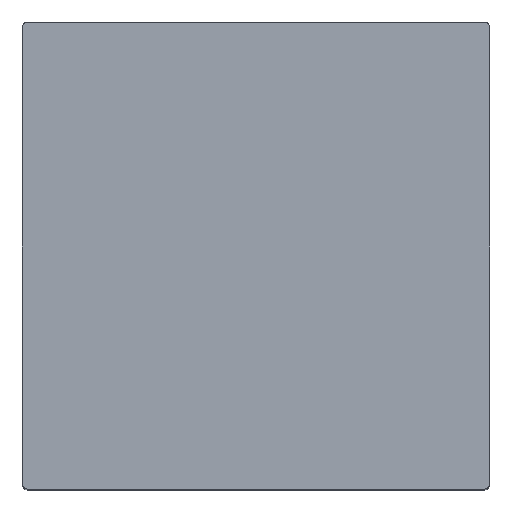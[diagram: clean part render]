
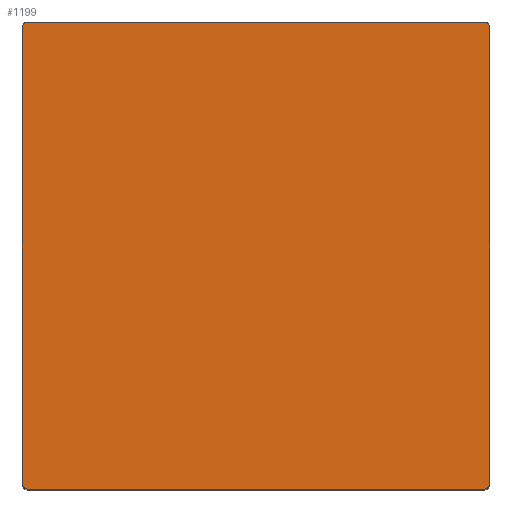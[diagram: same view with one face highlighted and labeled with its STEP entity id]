
A CAD part, top view. The second image highlights one B-rep face of the part: STEP entity #1199.
In plain terms, the highlighted planar face has unit normal (0, 0, 1).
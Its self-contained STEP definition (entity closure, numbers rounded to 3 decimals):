
#77=FACE_OUTER_BOUND('',#147,.T.);
#147=EDGE_LOOP('',(#806,#807,#808,#809,#810,#811,#812,#813));
#221=CIRCLE('',#1298,0.05);
#222=CIRCLE('',#1299,0.05);
#223=CIRCLE('',#1300,0.05);
#224=CIRCLE('',#1301,0.05);
#246=LINE('',#1722,#380);
#247=LINE('',#1726,#381);
#248=LINE('',#1730,#382);
#249=LINE('',#1734,#383);
#380=VECTOR('',#1398,10.);
#381=VECTOR('',#1401,10.);
#382=VECTOR('',#1404,10.);
#383=VECTOR('',#1407,10.);
#514=VERTEX_POINT('',#1720);
#515=VERTEX_POINT('',#1721);
#516=VERTEX_POINT('',#1723);
#517=VERTEX_POINT('',#1725);
#518=VERTEX_POINT('',#1727);
#519=VERTEX_POINT('',#1729);
#520=VERTEX_POINT('',#1731);
#521=VERTEX_POINT('',#1733);
#630=EDGE_CURVE('',#514,#515,#246,.T.);
#631=EDGE_CURVE('',#516,#514,#221,.T.);
#632=EDGE_CURVE('',#517,#516,#247,.T.);
#633=EDGE_CURVE('',#518,#517,#222,.T.);
#634=EDGE_CURVE('',#519,#518,#248,.T.);
#635=EDGE_CURVE('',#520,#519,#223,.T.);
#636=EDGE_CURVE('',#521,#520,#249,.T.);
#637=EDGE_CURVE('',#515,#521,#224,.T.);
#806=ORIENTED_EDGE('',*,*,#630,.F.);
#807=ORIENTED_EDGE('',*,*,#631,.F.);
#808=ORIENTED_EDGE('',*,*,#632,.F.);
#809=ORIENTED_EDGE('',*,*,#633,.F.);
#810=ORIENTED_EDGE('',*,*,#634,.F.);
#811=ORIENTED_EDGE('',*,*,#635,.F.);
#812=ORIENTED_EDGE('',*,*,#636,.F.);
#813=ORIENTED_EDGE('',*,*,#637,.F.);
#1150=PLANE('',#1297);
#1199=ADVANCED_FACE('',(#77),#1150,.F.);
#1297=AXIS2_PLACEMENT_3D('',#1719,#1396,#1397);
#1298=AXIS2_PLACEMENT_3D('',#1724,#1399,#1400);
#1299=AXIS2_PLACEMENT_3D('',#1728,#1402,#1403);
#1300=AXIS2_PLACEMENT_3D('',#1732,#1405,#1406);
#1301=AXIS2_PLACEMENT_3D('',#1735,#1408,#1409);
#1396=DIRECTION('center_axis',(0.,0.,-1.));
#1397=DIRECTION('ref_axis',(-1.,0.,0.));
#1398=DIRECTION('',(0.,1.,0.));
#1399=DIRECTION('center_axis',(0.,0.,-1.));
#1400=DIRECTION('ref_axis',(0.,-1.,0.));
#1401=DIRECTION('',(-1.,0.,0.));
#1402=DIRECTION('center_axis',(0.,0.,-1.));
#1403=DIRECTION('ref_axis',(0.,-1.,0.));
#1404=DIRECTION('',(0.,-1.,0.));
#1405=DIRECTION('center_axis',(0.,0.,-1.));
#1406=DIRECTION('ref_axis',(1.,0.,0.));
#1407=DIRECTION('',(1.,0.,0.));
#1408=DIRECTION('center_axis',(0.,0.,-1.));
#1409=DIRECTION('ref_axis',(0.,1.,0.));
#1719=CARTESIAN_POINT('Origin',(33.15,6.3,9.523));
#1720=CARTESIAN_POINT('',(37.5,-2.45,9.523));
#1721=CARTESIAN_POINT('',(37.5,2.45,9.523));
#1722=CARTESIAN_POINT('',(37.5,4.4,9.523));
#1723=CARTESIAN_POINT('',(37.55,-2.5,9.523));
#1724=CARTESIAN_POINT('Origin',(37.55,-2.45,9.523));
#1725=CARTESIAN_POINT('',(42.45,-2.5,9.523));
#1726=CARTESIAN_POINT('',(35.325,-2.5,9.523));
#1727=CARTESIAN_POINT('',(42.5,-2.45,9.523));
#1728=CARTESIAN_POINT('Origin',(42.45,-2.45,9.523));
#1729=CARTESIAN_POINT('',(42.5,2.45,9.523));
#1730=CARTESIAN_POINT('',(42.5,1.9,9.523));
#1731=CARTESIAN_POINT('',(42.45,2.5,9.523));
#1732=CARTESIAN_POINT('Origin',(42.45,2.45,9.523));
#1733=CARTESIAN_POINT('',(37.55,2.5,9.523));
#1734=CARTESIAN_POINT('',(37.825,2.5,9.523));
#1735=CARTESIAN_POINT('Origin',(37.55,2.45,9.523));
